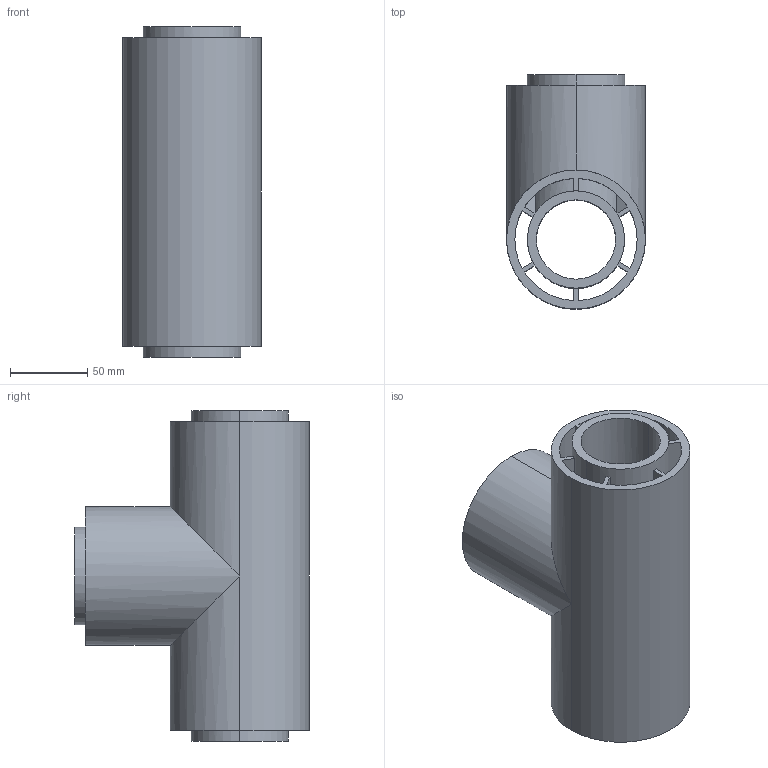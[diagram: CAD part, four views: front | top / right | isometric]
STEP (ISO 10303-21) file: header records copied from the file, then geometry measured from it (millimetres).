
FILE_DESCRIPTION (( 'STEP AP203' ), '1' );
FILE_NAME ('--7871338.STEP', '2015-10-21T17:17:37', ( '' ), ( '' ), 'SwSTEP 2.0', 'SolidWorks 2015', '' );
FILE_SCHEMA (( 'CONFIG_CONTROL_DESIGN' ));
Length unit declared in the file: inch
Products named in the file (1): --7871338
Bounding box: 90 x 152 x 214 mm (x, y, z)
Volume: 697490.3 mm3; surface area: 257577.7 mm2
Topology: 1 solids, 3 shells, 95 faces, 269 edges, 178 vertices
Faces by surface type: cylinder 49, plane 46
Entity records: 3556 total; most frequent: CARTESIAN_POINT 1103, ORIENTED_EDGE 538, DIRECTION 455, EDGE_CURVE 269, VERTEX_POINT 178, AXIS2_PLACEMENT_3D 154, VECTOR 147, LINE 147
